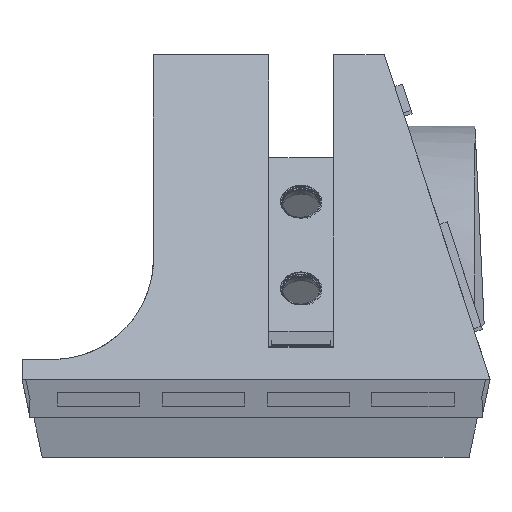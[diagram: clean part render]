
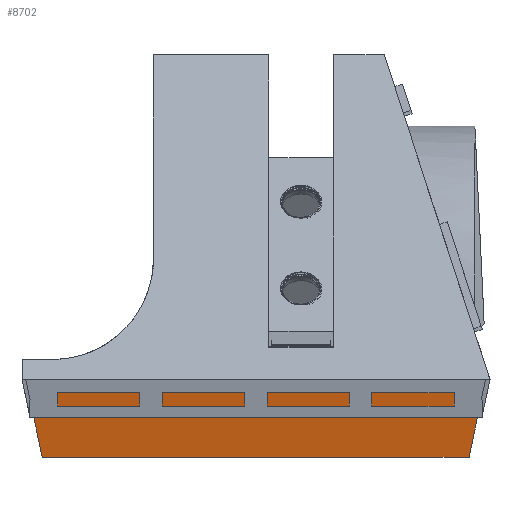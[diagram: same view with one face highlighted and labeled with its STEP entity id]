
A CAD part, front view. The second image highlights one B-rep face of the part: STEP entity #8702.
In plain terms, the highlighted planar face has unit normal (0, -0.978, -0.21).
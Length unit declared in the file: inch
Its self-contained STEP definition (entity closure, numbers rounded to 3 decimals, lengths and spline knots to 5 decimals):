
#457=PLANE('',#9288);
#884=FACE_OUTER_BOUND('',#1446,.T.);
#1446=EDGE_LOOP('',(#7535,#7536,#7537,#7538));
#2583=LINE('',#16122,#3568);
#2584=LINE('',#16124,#3569);
#2585=LINE('',#16126,#3570);
#2586=LINE('',#16127,#3571);
#3568=VECTOR('',#11063,0.3937);
#3569=VECTOR('',#11064,0.3937);
#3570=VECTOR('',#11065,0.3937);
#3571=VECTOR('',#11066,0.3937);
#4408=VERTEX_POINT('',#16120);
#4409=VERTEX_POINT('',#16121);
#4410=VERTEX_POINT('',#16123);
#4411=VERTEX_POINT('',#16125);
#5501=EDGE_CURVE('',#4408,#4409,#2583,.T.);
#5502=EDGE_CURVE('',#4410,#4409,#2584,.T.);
#5503=EDGE_CURVE('',#4410,#4411,#2585,.T.);
#5504=EDGE_CURVE('',#4411,#4408,#2586,.T.);
#7535=ORIENTED_EDGE('',*,*,#5501,.T.);
#7536=ORIENTED_EDGE('',*,*,#5502,.F.);
#7537=ORIENTED_EDGE('',*,*,#5503,.T.);
#7538=ORIENTED_EDGE('',*,*,#5504,.T.);
#8702=ADVANCED_FACE('',(#884),#457,.F.);
#9288=AXIS2_PLACEMENT_3D('',#16119,#11061,#11062);
#11061=DIRECTION('center_axis',(0.,0.978,0.21));
#11062=DIRECTION('ref_axis',(0.,-0.21,0.978));
#11063=DIRECTION('',(0.203,-0.206,0.957));
#11064=DIRECTION('',(1.,0.,0.));
#11065=DIRECTION('',(0.203,0.206,-0.957));
#11066=DIRECTION('',(1.,0.,0.));
#16119=CARTESIAN_POINT('Origin',(0.,-7.85825,0.06837));
#16120=CARTESIAN_POINT('',(2.74805,-7.85825,0.06837));
#16121=CARTESIAN_POINT('',(2.9986,-8.11136,1.24708));
#16122=CARTESIAN_POINT('',(2.73488,-7.84495,0.0064));
#16123=CARTESIAN_POINT('',(-3.97805,-8.11136,1.24708));
#16124=CARTESIAN_POINT('',(0.,-8.11136,1.24708));
#16125=CARTESIAN_POINT('',(-3.7275,-7.85825,0.06837));
#16126=CARTESIAN_POINT('',(-3.6306,-7.76036,-0.3875));
#16127=CARTESIAN_POINT('',(0.,-7.85825,0.06837));
